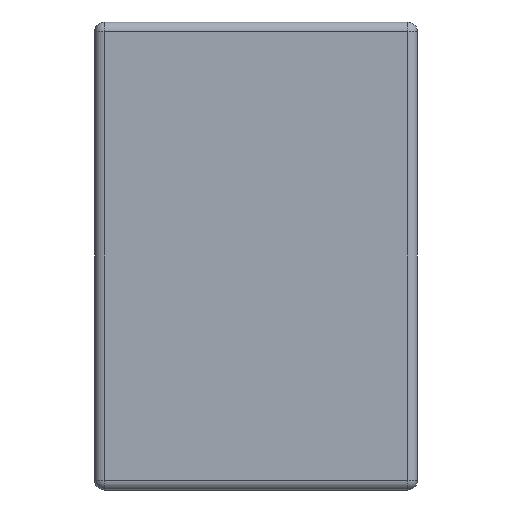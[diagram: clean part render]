
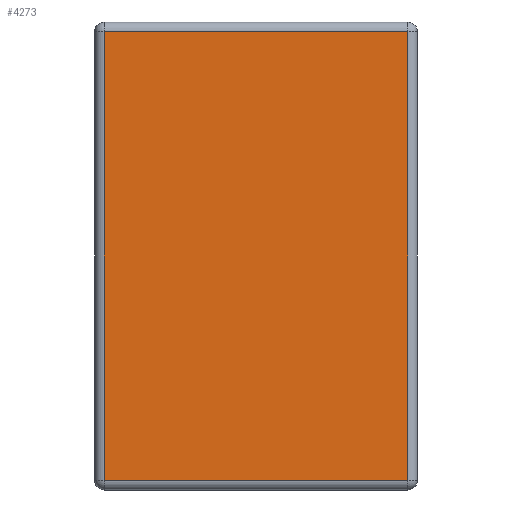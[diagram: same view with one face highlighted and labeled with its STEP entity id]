
A CAD part, left-side view. The second image highlights one B-rep face of the part: STEP entity #4273.
In plain terms, the highlighted planar face has unit normal (-1, 0, 0).
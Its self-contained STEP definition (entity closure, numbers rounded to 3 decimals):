
#114 = DIRECTION ( 'NONE',  ( 0., 0., -1. ) ) ;
#150 = LINE ( 'NONE', #3699, #246 ) ;
#246 = VECTOR ( 'NONE', #114, 1000. ) ;
#565 = ORIENTED_EDGE ( 'NONE', *, *, #1059, .T. ) ;
#573 = EDGE_LOOP ( 'NONE', ( #2688, #565, #3353, #2606 ) ) ;
#746 = VERTEX_POINT ( 'NONE', #1657 ) ;
#834 = CARTESIAN_POINT ( 'NONE',  ( 0., 1., -0.03 ) ) ;
#941 = EDGE_CURVE ( 'NONE', #746, #2799, #3447, .T. ) ;
#1059 = EDGE_CURVE ( 'NONE', #2799, #4137, #1393, .T. ) ;
#1128 = CARTESIAN_POINT ( 'NONE',  ( 0., 0.97, -0.03 ) ) ;
#1165 = PLANE ( 'NONE',  #3917 ) ;
#1203 = CARTESIAN_POINT ( 'NONE',  ( 0., 0., 0. ) ) ;
#1255 = CARTESIAN_POINT ( 'NONE',  ( 0., 0.03, -1.42 ) ) ;
#1276 = CARTESIAN_POINT ( 'NONE',  ( 0., 0.03, -0.03 ) ) ;
#1393 = LINE ( 'NONE', #2498, #3024 ) ;
#1486 = DIRECTION ( 'NONE',  ( -1., 0., 0. ) ) ;
#1657 = CARTESIAN_POINT ( 'NONE',  ( 0., 0.97, -1.42 ) ) ;
#1779 = EDGE_CURVE ( 'NONE', #2345, #746, #150, .T. ) ;
#1922 = FACE_OUTER_BOUND ( 'NONE', #573, .T. ) ;
#2031 = VECTOR ( 'NONE', #4206, 1000. ) ;
#2345 = VERTEX_POINT ( 'NONE', #1128 ) ;
#2397 = CARTESIAN_POINT ( 'NONE',  ( 0., 0., -1.42 ) ) ;
#2498 = CARTESIAN_POINT ( 'NONE',  ( 0., 0.03, 0. ) ) ;
#2606 = ORIENTED_EDGE ( 'NONE', *, *, #1779, .T. ) ;
#2629 = LINE ( 'NONE', #834, #3070 ) ;
#2688 = ORIENTED_EDGE ( 'NONE', *, *, #941, .T. ) ;
#2799 = VERTEX_POINT ( 'NONE', #1255 ) ;
#3024 = VECTOR ( 'NONE', #3906, 1000. ) ;
#3070 = VECTOR ( 'NONE', #4448, 1000. ) ;
#3353 = ORIENTED_EDGE ( 'NONE', *, *, #4384, .T. ) ;
#3447 = LINE ( 'NONE', #2397, #2031 ) ;
#3669 = DIRECTION ( 'NONE',  ( 0., 0., 1. ) ) ;
#3699 = CARTESIAN_POINT ( 'NONE',  ( 0., 0.97, -1.45 ) ) ;
#3906 = DIRECTION ( 'NONE',  ( 0., 0., 1. ) ) ;
#3917 = AXIS2_PLACEMENT_3D ( 'NONE', #1203, #1486, #3669 ) ;
#4137 = VERTEX_POINT ( 'NONE', #1276 ) ;
#4206 = DIRECTION ( 'NONE',  ( 0., -1., 0. ) ) ;
#4273 = ADVANCED_FACE ( 'NONE', ( #1922 ), #1165, .T. ) ;
#4384 = EDGE_CURVE ( 'NONE', #4137, #2345, #2629, .T. ) ;
#4448 = DIRECTION ( 'NONE',  ( 0., 1., 0. ) ) ;
